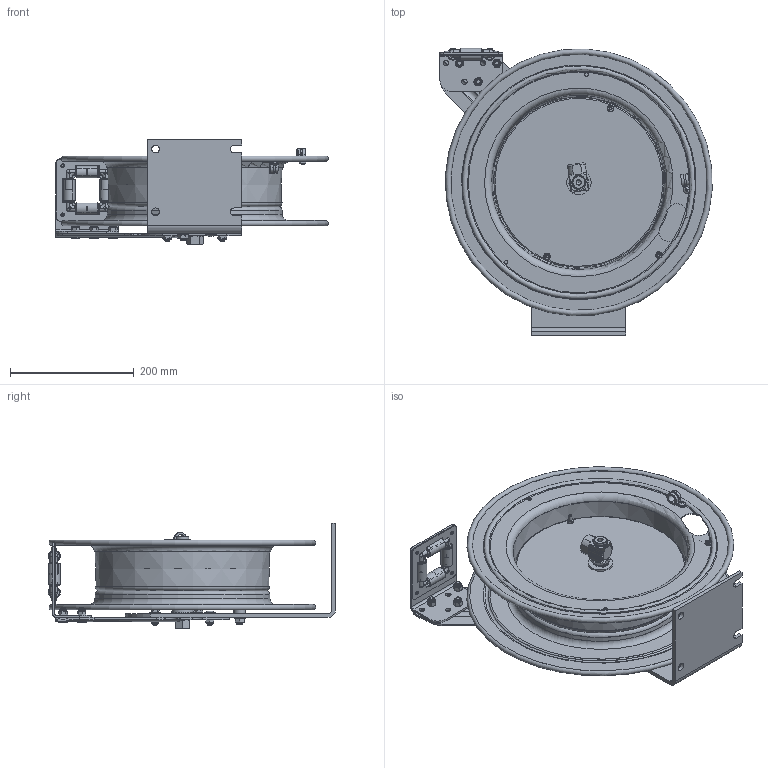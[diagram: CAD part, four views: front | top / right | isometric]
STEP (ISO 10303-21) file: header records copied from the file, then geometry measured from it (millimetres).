
FILE_DESCRIPTION(/* description */ (''),/* implementation_level */ '2;1');
FILE_NAME(/* name */ 'P-LPL-140_SHARED.stp',/* time_stamp */ '2020-01-17T08:32:52-07:00',/* author */ ('NMelton'),/* organization */ (''),/* preprocessor_version */ 'ST-DEVELOPER v17',/* originating_system */ 'Autodesk Inventor 2019',/* authorisation */ '');
FILE_SCHEMA (('AUTOMOTIVE_DESIGN { 1 0 10303 214 3 1 1 }'));
Products named in the file (1): P-LPL-140_SHARED
Bounding box: 440.31 x 464.36 x 170.69 mm (x, y, z)
Surface area: 1027239.5 mm2 (no closed solid volume)
Topology: 0 solids, 117 shells, 1942 faces, 8622 edges, 6570 vertices
Faces by surface type: plane 969, cylinder 423, bspline 309, cone 140, torus 64, sphere 37
Full cylindrical faces by diameter (mm): 1.321 x2, 2.159 x2, 2.54 x1, 3.048 x1, 4.699 x4, 4.826 x6, 5.556 x3, 5.588 x5, 6.35 x4, 7.798 x1, 7.938 x3, 8.636 x3, 8.731 x4, 11.43 x3, 12.192 x8, 12.7 x2, 15.875 x1, 19.05 x5, 19.304 x1, 20.574 x2, 20.625 x1, 28.575 x1, 34.925 x1, 35.052 x1, 39.624 x1
Entity records: 94157 total; most frequent: CARTESIAN_POINT 27363, ORIENTED_EDGE 12508, DIRECTION 11740, EDGE_CURVE 8576, VERTEX_POINT 6570, LINE 4880, VECTOR 4880, AXIS2_PLACEMENT_3D 3430
